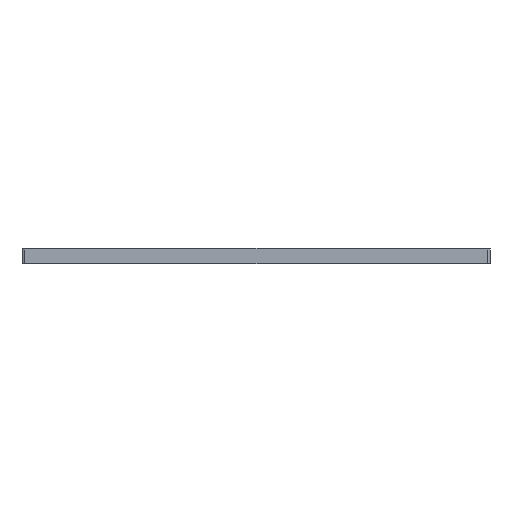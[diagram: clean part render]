
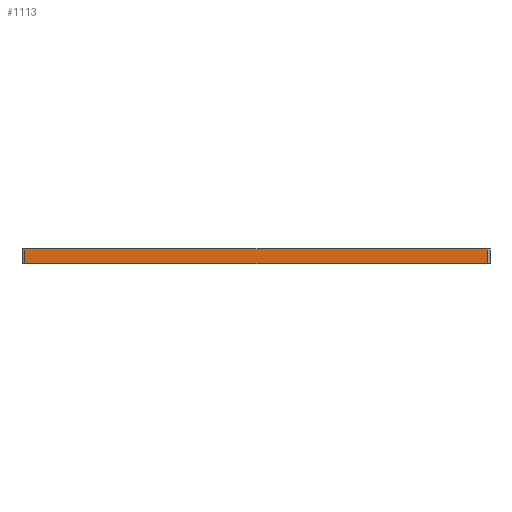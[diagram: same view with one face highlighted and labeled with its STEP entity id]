
A CAD part, left-side view. The second image highlights one B-rep face of the part: STEP entity #1113.
In plain terms, the highlighted planar face has unit normal (-1, 0, 0).
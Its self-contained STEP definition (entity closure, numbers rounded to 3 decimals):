
#360=B_SPLINE_CURVE_WITH_KNOTS('',3,(#18118,#18119,#18120,#18121,#18122,
#18123,#18124,#18125,#18126,#18127,#18128,#18129,#18130),.UNSPECIFIED.,
 .F.,.F.,(4,3,3,3,4),(0.,0.03,0.206,0.381,
1.),.UNSPECIFIED.);
#361=B_SPLINE_CURVE_WITH_KNOTS('',3,(#18132,#18133,#18134,#18135,#18136,
#18137,#18138,#18139,#18140,#18141,#18142,#18143,#18144,#18145,#18146,#18147,
#18148,#18149,#18150,#18151,#18152,#18153,#18154,#18155,#18156),
 .UNSPECIFIED.,.F.,.F.,(4,3,3,3,3,3,3,3,4),(0.,0.007,0.034,
0.142,0.573,0.619,0.794,
0.97,1.),.UNSPECIFIED.);
#779=FACE_OUTER_BOUND('',#1657,.T.);
#1113=ADVANCED_FACE('',(#779),#1378,.T.);
#1378=PLANE('',#6489);
#1657=EDGE_LOOP('',(#3099,#3100,#3101,#3102,#3103));
#3099=ORIENTED_EDGE('',*,*,#5066,.T.);
#3100=ORIENTED_EDGE('',*,*,#5067,.T.);
#3101=ORIENTED_EDGE('',*,*,#5068,.T.);
#3102=ORIENTED_EDGE('',*,*,#5069,.T.);
#3103=ORIENTED_EDGE('',*,*,#5070,.F.);
#4337=VERTEX_POINT('',#18116);
#4338=VERTEX_POINT('',#18117);
#4339=VERTEX_POINT('',#18131);
#4340=VERTEX_POINT('',#18157);
#4341=VERTEX_POINT('',#18159);
#5066=EDGE_CURVE('',#4337,#4338,#5734,.T.);
#5067=EDGE_CURVE('',#4338,#4339,#360,.T.);
#5068=EDGE_CURVE('',#4339,#4340,#361,.T.);
#5069=EDGE_CURVE('',#4340,#4341,#5735,.T.);
#5070=EDGE_CURVE('',#4337,#4341,#5736,.T.);
#5734=LINE('',#18115,#6118);
#5735=LINE('',#18158,#6119);
#5736=LINE('',#18160,#6120);
#6118=VECTOR('',#7587,1.);
#6119=VECTOR('',#7588,1.);
#6120=VECTOR('',#7589,1.);
#6489=AXIS2_PLACEMENT_3D('',#18161,#7590,#7591);
#7587=DIRECTION('',(0.,0.,1.));
#7588=DIRECTION('',(0.,0.,-1.));
#7589=DIRECTION('',(0.,1.,0.));
#7590=DIRECTION('',(-1.,0.,0.));
#7591=DIRECTION('',(0.,0.,1.));
#18115=CARTESIAN_POINT('',(-200.,-445.,29.));
#18116=CARTESIAN_POINT('',(-200.,-445.,0.));
#18117=CARTESIAN_POINT('',(-200.,-445.,28.475));
#18118=CARTESIAN_POINT('',(-200.,-445.,28.475));
#18119=CARTESIAN_POINT('',(-200.,-440.51,28.455));
#18120=CARTESIAN_POINT('',(-200.,-436.02,28.47));
#18121=CARTESIAN_POINT('',(-200.,-431.53,28.469));
#18122=CARTESIAN_POINT('',(-200.,-405.485,28.469));
#18123=CARTESIAN_POINT('',(-200.,-379.44,28.47));
#18124=CARTESIAN_POINT('',(-200.,-353.395,28.47));
#18125=CARTESIAN_POINT('',(-200.,-327.35,28.47));
#18126=CARTESIAN_POINT('',(-200.,-301.305,28.47));
#18127=CARTESIAN_POINT('',(-200.,-275.26,28.47));
#18128=CARTESIAN_POINT('',(-200.,-183.506,28.47));
#18129=CARTESIAN_POINT('',(-200.,-91.753,28.47));
#18130=CARTESIAN_POINT('',(-200.,0.,28.47));
#18131=CARTESIAN_POINT('',(-200.,0.,28.47));
#18132=CARTESIAN_POINT('',(-200.,0.,28.47));
#18133=CARTESIAN_POINT('',(-200.,1.,28.47));
#18134=CARTESIAN_POINT('',(-200.,2.,28.47));
#18135=CARTESIAN_POINT('',(-200.,3.,28.47));
#18136=CARTESIAN_POINT('',(-200.,7.,28.47));
#18137=CARTESIAN_POINT('',(-200.,11.,28.47));
#18138=CARTESIAN_POINT('',(-200.,15.,28.47));
#18139=CARTESIAN_POINT('',(-200.,31.,28.47));
#18140=CARTESIAN_POINT('',(-200.,47.,28.47));
#18141=CARTESIAN_POINT('',(-200.,63.,28.47));
#18142=CARTESIAN_POINT('',(-200.,127.,28.47));
#18143=CARTESIAN_POINT('',(-200.,191.,28.47));
#18144=CARTESIAN_POINT('',(-200.,255.,28.47));
#18145=CARTESIAN_POINT('',(-200.,261.753,28.47));
#18146=CARTESIAN_POINT('',(-200.,268.506,28.47));
#18147=CARTESIAN_POINT('',(-200.,275.26,28.47));
#18148=CARTESIAN_POINT('',(-200.,301.305,28.47));
#18149=CARTESIAN_POINT('',(-200.,327.35,28.47));
#18150=CARTESIAN_POINT('',(-200.,353.395,28.47));
#18151=CARTESIAN_POINT('',(-200.,379.44,28.47));
#18152=CARTESIAN_POINT('',(-200.,405.485,28.469));
#18153=CARTESIAN_POINT('',(-200.,431.53,28.469));
#18154=CARTESIAN_POINT('',(-200.,436.02,28.47));
#18155=CARTESIAN_POINT('',(-200.,440.51,28.455));
#18156=CARTESIAN_POINT('',(-200.,445.,28.475));
#18157=CARTESIAN_POINT('',(-200.,445.,28.475));
#18158=CARTESIAN_POINT('',(-200.,445.,29.));
#18159=CARTESIAN_POINT('',(-200.,445.,0.));
#18160=CARTESIAN_POINT('',(-200.,-450.,0.));
#18161=CARTESIAN_POINT('',(-200.,-450.,29.));
